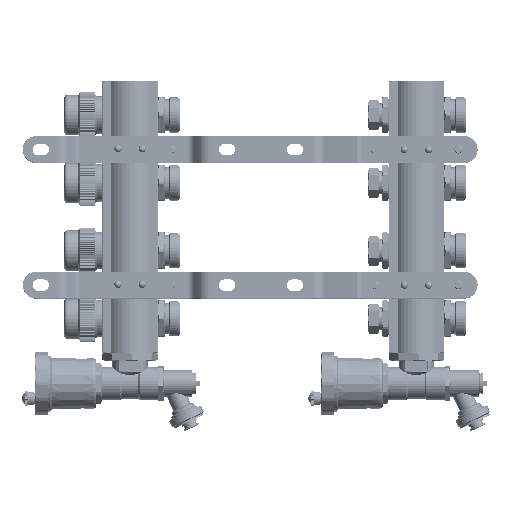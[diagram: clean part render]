
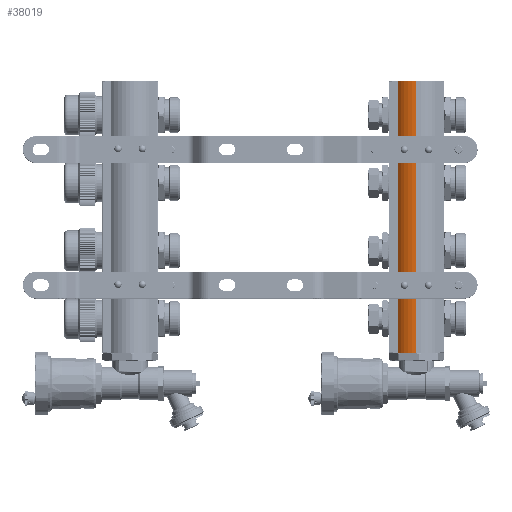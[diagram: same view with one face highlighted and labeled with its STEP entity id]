
A CAD part, left-side view. The second image highlights one B-rep face of the part: STEP entity #38019.
In plain terms, the highlighted cylindrical face has radius 18.2 mm (diameter 36.4 mm), a partial arc.
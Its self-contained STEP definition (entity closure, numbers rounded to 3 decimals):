
#1025 = VERTEX_POINT ( 'NONE', #10238 ) ;
#1643 = LINE ( 'NONE', #41714, #4823 ) ;
#2725 = EDGE_CURVE ( 'NONE', #1025, #50307, #45470, .T. ) ;
#3978 = CARTESIAN_POINT ( 'NONE',  ( -18.2, 0., 0. ) ) ;
#4823 = VECTOR ( 'NONE', #46598, 1000. ) ;
#7573 = DIRECTION ( 'NONE',  ( 0., 0., -1. ) ) ;
#8437 = DIRECTION ( 'NONE',  ( 0., 0., 1. ) ) ;
#10238 = CARTESIAN_POINT ( 'NONE',  ( -12., 13.684, 200. ) ) ;
#11531 = CIRCLE ( 'NONE', #14805, 18.2 ) ;
#12856 = DIRECTION ( 'NONE',  ( 0., 0., 1. ) ) ;
#14805 = AXIS2_PLACEMENT_3D ( 'NONE', #38504, #8437, #63509 ) ;
#15281 = AXIS2_PLACEMENT_3D ( 'NONE', #53146, #7573, #22396 ) ;
#16997 = ORIENTED_EDGE ( 'NONE', *, *, #47727, .F. ) ;
#19688 = CIRCLE ( 'NONE', #49619, 18.2 ) ;
#22396 = DIRECTION ( 'NONE',  ( -1., 0., 0. ) ) ;
#25749 = EDGE_CURVE ( 'NONE', #50307, #64719, #19688, .T. ) ;
#28232 = FACE_OUTER_BOUND ( 'NONE', #30545, .T. ) ;
#30545 = EDGE_LOOP ( 'NONE', ( #46497, #16997, #42083, #40676 ) ) ;
#33597 = CARTESIAN_POINT ( 'NONE',  ( 0., 0., 0. ) ) ;
#38019 = ADVANCED_FACE ( 'NONE', ( #28232 ), #52832, .T. ) ;
#38504 = CARTESIAN_POINT ( 'NONE',  ( 0., 0., 200. ) ) ;
#40676 = ORIENTED_EDGE ( 'NONE', *, *, #25749, .T. ) ;
#41714 = CARTESIAN_POINT ( 'NONE',  ( -18.2, 0., 200. ) ) ;
#42083 = ORIENTED_EDGE ( 'NONE', *, *, #2725, .T. ) ;
#45470 = LINE ( 'NONE', #54733, #46311 ) ;
#46311 = VECTOR ( 'NONE', #59816, 1000. ) ;
#46497 = ORIENTED_EDGE ( 'NONE', *, *, #62115, .F. ) ;
#46598 = DIRECTION ( 'NONE',  ( 0., 0., -1. ) ) ;
#47727 = EDGE_CURVE ( 'NONE', #1025, #56661, #11531, .T. ) ;
#48490 = DIRECTION ( 'NONE',  ( 1., 0., 0. ) ) ;
#49619 = AXIS2_PLACEMENT_3D ( 'NONE', #33597, #12856, #48490 ) ;
#50307 = VERTEX_POINT ( 'NONE', #56489 ) ;
#52832 = CYLINDRICAL_SURFACE ( 'NONE', #15281, 18.2 ) ;
#53146 = CARTESIAN_POINT ( 'NONE',  ( 0., 0., 200. ) ) ;
#54733 = CARTESIAN_POINT ( 'NONE',  ( -12., 13.684, 200. ) ) ;
#56489 = CARTESIAN_POINT ( 'NONE',  ( -12., 13.684, 0. ) ) ;
#56661 = VERTEX_POINT ( 'NONE', #61943 ) ;
#59816 = DIRECTION ( 'NONE',  ( 0., 0., -1. ) ) ;
#61943 = CARTESIAN_POINT ( 'NONE',  ( -18.2, 0., 200. ) ) ;
#62115 = EDGE_CURVE ( 'NONE', #56661, #64719, #1643, .T. ) ;
#63509 = DIRECTION ( 'NONE',  ( 1., 0., 0. ) ) ;
#64719 = VERTEX_POINT ( 'NONE', #3978 ) ;
